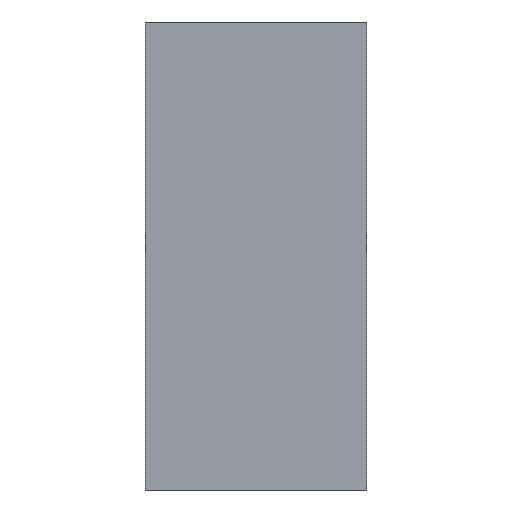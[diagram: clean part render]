
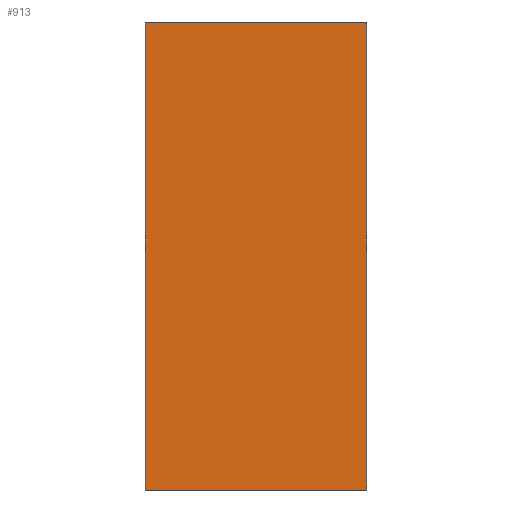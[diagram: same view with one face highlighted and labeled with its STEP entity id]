
A CAD part, front view. The second image highlights one B-rep face of the part: STEP entity #913.
In plain terms, the highlighted free-form (B-spline) face has degree [1, 1] with [2, 2] control points.
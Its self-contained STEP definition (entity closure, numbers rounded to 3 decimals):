
#244 = VERTEX_POINT('',#245);
#245 = CARTESIAN_POINT('',(11.463,-6.652,
    65.525));
#250 = EDGE_CURVE('',#244,#251,#253,.T.);
#251 = VERTEX_POINT('',#252);
#252 = CARTESIAN_POINT('',(11.463,-6.652,
    17.124));
#253 = B_SPLINE_CURVE_WITH_KNOTS('',1,(#254,#255),.UNSPECIFIED.,.F.,.F.,
  (2,2),(-29.2,5.),.PIECEWISE_BEZIER_KNOTS.);
#254 = CARTESIAN_POINT('',(11.463,-6.652,
    65.525));
#255 = CARTESIAN_POINT('',(11.463,-6.652,
    17.124));
#291 = EDGE_CURVE('',#251,#292,#294,.T.);
#292 = VERTEX_POINT('',#293);
#293 = CARTESIAN_POINT('',(-11.463,-6.652,
    17.124));
#294 = B_SPLINE_CURVE_WITH_KNOTS('',1,(#295,#296),.UNSPECIFIED.,.F.,.F.,
  (2,2),(-16.2,0.),.PIECEWISE_BEZIER_KNOTS.);
#295 = CARTESIAN_POINT('',(11.463,-6.652,
    17.124));
#296 = CARTESIAN_POINT('',(-11.463,-6.652,
    17.124));
#913 = ADVANCED_FACE('',(#914),#930,.T.);
#914 = FACE_BOUND('',#915,.T.);
#915 = EDGE_LOOP('',(#916,#917,#924,#929));
#916 = ORIENTED_EDGE('',*,*,#250,.F.);
#917 = ORIENTED_EDGE('',*,*,#918,.T.);
#918 = EDGE_CURVE('',#244,#919,#921,.T.);
#919 = VERTEX_POINT('',#920);
#920 = CARTESIAN_POINT('',(-11.463,-6.652,
    65.525));
#921 = B_SPLINE_CURVE_WITH_KNOTS('',1,(#922,#923),.UNSPECIFIED.,.F.,.F.,
  (2,2),(0.,16.2),.PIECEWISE_BEZIER_KNOTS.);
#922 = CARTESIAN_POINT('',(11.463,-6.652,
    65.525));
#923 = CARTESIAN_POINT('',(-11.463,-6.652,
    65.525));
#924 = ORIENTED_EDGE('',*,*,#925,.T.);
#925 = EDGE_CURVE('',#919,#292,#926,.T.);
#926 = B_SPLINE_CURVE_WITH_KNOTS('',1,(#927,#928),.UNSPECIFIED.,.F.,.F.,
  (2,2),(0.,34.2),.PIECEWISE_BEZIER_KNOTS.);
#927 = CARTESIAN_POINT('',(-11.463,-6.652,
    65.525));
#928 = CARTESIAN_POINT('',(-11.463,-6.652,
    17.124));
#929 = ORIENTED_EDGE('',*,*,#291,.F.);
#930 = B_SPLINE_SURFACE_WITH_KNOTS('',1,1,(
    (#931,#932)
    ,(#933,#934
    )),.UNSPECIFIED.,.F.,.F.,.F.,(2,2),(2,2),(-14.6,19.6),(-8.1,8.1),
  .PIECEWISE_BEZIER_KNOTS.);
#931 = CARTESIAN_POINT('',(-11.463,-6.652,
    65.525));
#932 = CARTESIAN_POINT('',(11.463,-6.652,
    65.525));
#933 = CARTESIAN_POINT('',(-11.463,-6.652,
    17.124));
#934 = CARTESIAN_POINT('',(11.463,-6.652,
    17.124));
